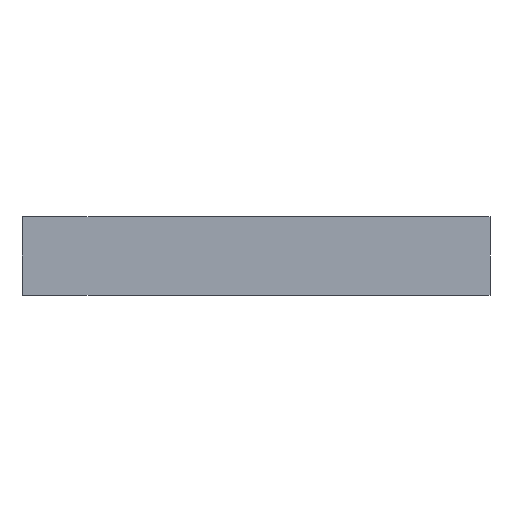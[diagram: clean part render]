
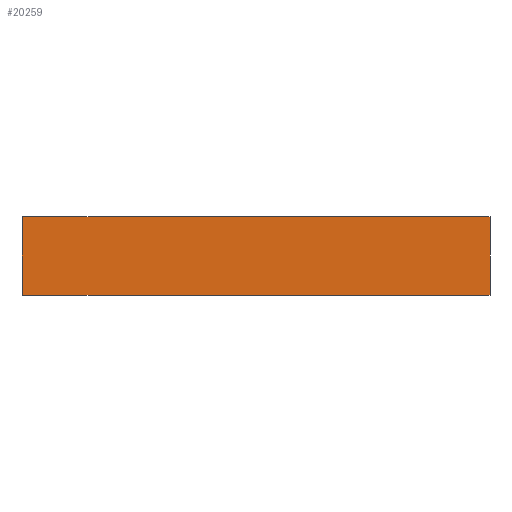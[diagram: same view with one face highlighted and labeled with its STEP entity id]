
A CAD part, front view. The second image highlights one B-rep face of the part: STEP entity #20259.
In plain terms, the highlighted planar face has unit normal (0, -1, 0).
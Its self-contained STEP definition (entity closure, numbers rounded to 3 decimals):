
#18334 = PLANE('',#18335);
#18335 = AXIS2_PLACEMENT_3D('',#18336,#18337,#18338);
#18336 = CARTESIAN_POINT('',(0.,0.,1.6)
  );
#18337 = DIRECTION('',(0.,0.,1.));
#18338 = DIRECTION('',(0.,1.,0.));
#18364 = PLANE('',#18365);
#18365 = AXIS2_PLACEMENT_3D('',#18366,#18367,#18368);
#18366 = CARTESIAN_POINT('',(0.,0.,-1.6
    ));
#18367 = DIRECTION('',(0.,0.,-1.));
#18368 = DIRECTION('',(-1.,0.,0.));
#19285 = EDGE_CURVE('',#19286,#19288,#19290,.T.);
#19286 = VERTEX_POINT('',#19287);
#19287 = CARTESIAN_POINT('',(9.5,-82.5,1.6));
#19288 = VERTEX_POINT('',#19289);
#19289 = CARTESIAN_POINT('',(-9.5,-82.5,1.6));
#19290 = SURFACE_CURVE('',#19291,(#19295,#19302),.PCURVE_S1.);
#19291 = LINE('',#19292,#19293);
#19292 = CARTESIAN_POINT('',(9.5,-82.5,1.6));
#19293 = VECTOR('',#19294,1.);
#19294 = DIRECTION('',(-1.,0.,0.));
#19295 = PCURVE('',#18334,#19296);
#19296 = DEFINITIONAL_REPRESENTATION('',(#19297),#19301);
#19297 = LINE('',#19298,#19299);
#19298 = CARTESIAN_POINT('',(-82.5,-9.5));
#19299 = VECTOR('',#19300,1.);
#19300 = DIRECTION('',(0.,1.));
#19301 = ( GEOMETRIC_REPRESENTATION_CONTEXT(2) 
PARAMETRIC_REPRESENTATION_CONTEXT() REPRESENTATION_CONTEXT('2D SPACE',''
  ) );
#19302 = PCURVE('',#19303,#19308);
#19303 = PLANE('',#19304);
#19304 = AXIS2_PLACEMENT_3D('',#19305,#19306,#19307);
#19305 = CARTESIAN_POINT('',(0.,-82.5,0.));
#19306 = DIRECTION('',(0.,-1.,0.));
#19307 = DIRECTION('',(0.,0.,-1.));
#19308 = DEFINITIONAL_REPRESENTATION('',(#19309),#19313);
#19309 = LINE('',#19310,#19311);
#19310 = CARTESIAN_POINT('',(-1.6,9.5));
#19311 = VECTOR('',#19312,1.);
#19312 = DIRECTION('',(0.,-1.));
#19313 = ( GEOMETRIC_REPRESENTATION_CONTEXT(2) 
PARAMETRIC_REPRESENTATION_CONTEXT() REPRESENTATION_CONTEXT('2D SPACE',''
  ) );
#19331 = PLANE('',#19332);
#19332 = AXIS2_PLACEMENT_3D('',#19333,#19334,#19335);
#19333 = CARTESIAN_POINT('',(9.5,-70.,0.));
#19334 = DIRECTION('',(1.,0.,0.));
#19335 = DIRECTION('',(0.,0.,1.));
#19597 = PLANE('',#19598);
#19598 = AXIS2_PLACEMENT_3D('',#19599,#19600,#19601);
#19599 = CARTESIAN_POINT('',(-9.5,-70.,0.));
#19600 = DIRECTION('',(-1.,0.,0.));
#19601 = DIRECTION('',(0.,0.,-1.));
#19661 = EDGE_CURVE('',#19662,#19664,#19666,.T.);
#19662 = VERTEX_POINT('',#19663);
#19663 = CARTESIAN_POINT('',(-9.5,-82.5,-1.6));
#19664 = VERTEX_POINT('',#19665);
#19665 = CARTESIAN_POINT('',(9.5,-82.5,-1.6));
#19666 = SURFACE_CURVE('',#19667,(#19671,#19678),.PCURVE_S1.);
#19667 = LINE('',#19668,#19669);
#19668 = CARTESIAN_POINT('',(-9.5,-82.5,-1.6));
#19669 = VECTOR('',#19670,1.);
#19670 = DIRECTION('',(1.,-0.,0.));
#19671 = PCURVE('',#18364,#19672);
#19672 = DEFINITIONAL_REPRESENTATION('',(#19673),#19677);
#19673 = LINE('',#19674,#19675);
#19674 = CARTESIAN_POINT('',(9.5,-82.5));
#19675 = VECTOR('',#19676,1.);
#19676 = DIRECTION('',(-1.,0.));
#19677 = ( GEOMETRIC_REPRESENTATION_CONTEXT(2) 
PARAMETRIC_REPRESENTATION_CONTEXT() REPRESENTATION_CONTEXT('2D SPACE',''
  ) );
#19678 = PCURVE('',#19303,#19679);
#19679 = DEFINITIONAL_REPRESENTATION('',(#19680),#19684);
#19680 = LINE('',#19681,#19682);
#19681 = CARTESIAN_POINT('',(1.6,-9.5));
#19682 = VECTOR('',#19683,1.);
#19683 = DIRECTION('',(0.,1.));
#19684 = ( GEOMETRIC_REPRESENTATION_CONTEXT(2) 
PARAMETRIC_REPRESENTATION_CONTEXT() REPRESENTATION_CONTEXT('2D SPACE',''
  ) );
#20259 = ADVANCED_FACE('',(#20260),#19303,.T.);
#20260 = FACE_BOUND('',#20261,.T.);
#20261 = EDGE_LOOP('',(#20262,#20263,#20284,#20285));
#20262 = ORIENTED_EDGE('',*,*,#19661,.T.);
#20263 = ORIENTED_EDGE('',*,*,#20264,.F.);
#20264 = EDGE_CURVE('',#19286,#19664,#20265,.T.);
#20265 = SURFACE_CURVE('',#20266,(#20270,#20277),.PCURVE_S1.);
#20266 = LINE('',#20267,#20268);
#20267 = CARTESIAN_POINT('',(9.5,-82.5,1.6));
#20268 = VECTOR('',#20269,1.);
#20269 = DIRECTION('',(0.,0.,-1.));
#20270 = PCURVE('',#19303,#20271);
#20271 = DEFINITIONAL_REPRESENTATION('',(#20272),#20276);
#20272 = LINE('',#20273,#20274);
#20273 = CARTESIAN_POINT('',(-1.6,9.5));
#20274 = VECTOR('',#20275,1.);
#20275 = DIRECTION('',(1.,0.));
#20276 = ( GEOMETRIC_REPRESENTATION_CONTEXT(2) 
PARAMETRIC_REPRESENTATION_CONTEXT() REPRESENTATION_CONTEXT('2D SPACE',''
  ) );
#20277 = PCURVE('',#19331,#20278);
#20278 = DEFINITIONAL_REPRESENTATION('',(#20279),#20283);
#20279 = LINE('',#20280,#20281);
#20280 = CARTESIAN_POINT('',(1.6,12.5));
#20281 = VECTOR('',#20282,1.);
#20282 = DIRECTION('',(-1.,0.));
#20283 = ( GEOMETRIC_REPRESENTATION_CONTEXT(2) 
PARAMETRIC_REPRESENTATION_CONTEXT() REPRESENTATION_CONTEXT('2D SPACE',''
  ) );
#20284 = ORIENTED_EDGE('',*,*,#19285,.T.);
#20285 = ORIENTED_EDGE('',*,*,#20286,.T.);
#20286 = EDGE_CURVE('',#19288,#19662,#20287,.T.);
#20287 = SURFACE_CURVE('',#20288,(#20292,#20299),.PCURVE_S1.);
#20288 = LINE('',#20289,#20290);
#20289 = CARTESIAN_POINT('',(-9.5,-82.5,1.6));
#20290 = VECTOR('',#20291,1.);
#20291 = DIRECTION('',(0.,0.,-1.));
#20292 = PCURVE('',#19303,#20293);
#20293 = DEFINITIONAL_REPRESENTATION('',(#20294),#20298);
#20294 = LINE('',#20295,#20296);
#20295 = CARTESIAN_POINT('',(-1.6,-9.5));
#20296 = VECTOR('',#20297,1.);
#20297 = DIRECTION('',(1.,0.));
#20298 = ( GEOMETRIC_REPRESENTATION_CONTEXT(2) 
PARAMETRIC_REPRESENTATION_CONTEXT() REPRESENTATION_CONTEXT('2D SPACE',''
  ) );
#20299 = PCURVE('',#19597,#20300);
#20300 = DEFINITIONAL_REPRESENTATION('',(#20301),#20305);
#20301 = LINE('',#20302,#20303);
#20302 = CARTESIAN_POINT('',(-1.6,12.5));
#20303 = VECTOR('',#20304,1.);
#20304 = DIRECTION('',(1.,0.));
#20305 = ( GEOMETRIC_REPRESENTATION_CONTEXT(2) 
PARAMETRIC_REPRESENTATION_CONTEXT() REPRESENTATION_CONTEXT('2D SPACE',''
  ) );
